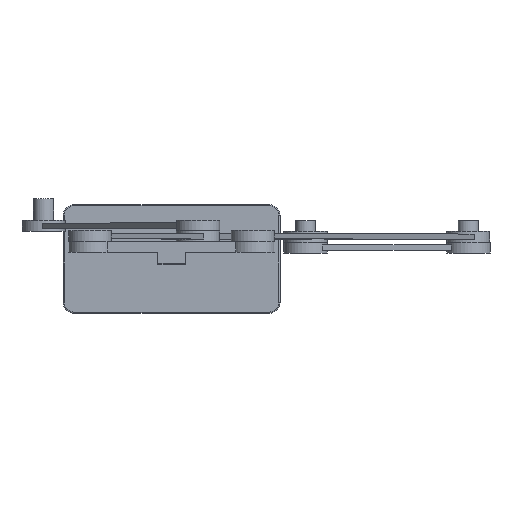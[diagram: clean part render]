
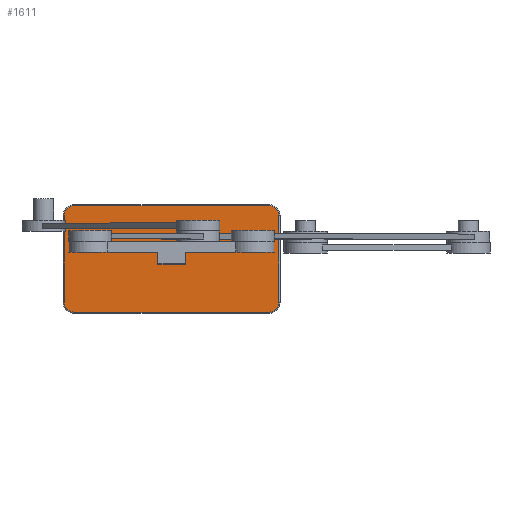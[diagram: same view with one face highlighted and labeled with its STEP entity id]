
A CAD part, top view. The second image highlights one B-rep face of the part: STEP entity #1611.
In plain terms, the highlighted face is planar.
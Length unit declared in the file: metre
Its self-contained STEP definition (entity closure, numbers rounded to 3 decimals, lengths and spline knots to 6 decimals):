
#50=LINE('',#2748,#138);
#53=LINE('',#2754,#141);
#55=LINE('',#2758,#143);
#57=LINE('',#2762,#145);
#73=LINE('',#2831,#161);
#74=LINE('',#2836,#162);
#75=LINE('',#2840,#163);
#76=LINE('',#2844,#164);
#138=VECTOR('',#2224,1.);
#141=VECTOR('',#2229,1.);
#143=VECTOR('',#2233,1.);
#145=VECTOR('',#2237,1.);
#161=VECTOR('',#2317,1.);
#162=VECTOR('',#2320,1.);
#163=VECTOR('',#2323,1.);
#164=VECTOR('',#2326,1.);
#510=ORIENTED_EDGE('',*,*,#769,.F.);
#511=ORIENTED_EDGE('',*,*,#771,.F.);
#512=ORIENTED_EDGE('',*,*,#773,.F.);
#513=ORIENTED_EDGE('',*,*,#766,.F.);
#514=ORIENTED_EDGE('',*,*,#807,.F.);
#515=ORIENTED_EDGE('',*,*,#808,.F.);
#516=ORIENTED_EDGE('',*,*,#809,.F.);
#517=ORIENTED_EDGE('',*,*,#810,.F.);
#518=ORIENTED_EDGE('',*,*,#811,.F.);
#519=ORIENTED_EDGE('',*,*,#812,.F.);
#520=ORIENTED_EDGE('',*,*,#813,.F.);
#521=ORIENTED_EDGE('',*,*,#814,.F.);
#766=EDGE_CURVE('',#948,#949,#50,.T.);
#769=EDGE_CURVE('',#950,#948,#53,.T.);
#771=EDGE_CURVE('',#951,#950,#55,.T.);
#773=EDGE_CURVE('',#949,#951,#57,.T.);
#807=EDGE_CURVE('',#973,#974,#73,.T.);
#808=EDGE_CURVE('',#975,#973,#1090,.T.);
#809=EDGE_CURVE('',#976,#975,#74,.T.);
#810=EDGE_CURVE('',#977,#976,#1091,.T.);
#811=EDGE_CURVE('',#978,#977,#75,.T.);
#812=EDGE_CURVE('',#979,#978,#1092,.T.);
#813=EDGE_CURVE('',#980,#979,#76,.T.);
#814=EDGE_CURVE('',#974,#980,#1093,.T.);
#948=VERTEX_POINT('',#2749);
#949=VERTEX_POINT('',#2750);
#950=VERTEX_POINT('',#2755);
#951=VERTEX_POINT('',#2759);
#973=VERTEX_POINT('',#2832);
#974=VERTEX_POINT('',#2833);
#975=VERTEX_POINT('',#2835);
#976=VERTEX_POINT('',#2837);
#977=VERTEX_POINT('',#2839);
#978=VERTEX_POINT('',#2841);
#979=VERTEX_POINT('',#2843);
#980=VERTEX_POINT('',#2845);
#1090=CIRCLE('',#1910,0.0018);
#1091=CIRCLE('',#1911,0.0018);
#1092=CIRCLE('',#1912,0.0018);
#1093=CIRCLE('',#1913,0.0018);
#1228=EDGE_LOOP('',(#510,#511,#512,#513));
#1229=EDGE_LOOP('',(#514,#515,#516,#517,#518,#519,#520,#521));
#1400=FACE_BOUND('',#1228,.T.);
#1401=FACE_BOUND('',#1229,.T.);
#1522=PLANE('',#1909);
#1611=ADVANCED_FACE('',(#1400,#1401),#1522,.T.);
#1909=AXIS2_PLACEMENT_3D('',#2830,#2315,#2316);
#1910=AXIS2_PLACEMENT_3D('',#2834,#2318,#2319);
#1911=AXIS2_PLACEMENT_3D('',#2838,#2321,#2322);
#1912=AXIS2_PLACEMENT_3D('',#2842,#2324,#2325);
#1913=AXIS2_PLACEMENT_3D('',#2846,#2327,#2328);
#2224=DIRECTION('',(1.,0.,0.));
#2229=DIRECTION('',(0.,0.,1.));
#2233=DIRECTION('',(-1.,0.,0.));
#2237=DIRECTION('',(0.,0.,-1.));
#2315=DIRECTION('',(0.,1.,0.));
#2316=DIRECTION('',(0.,0.,1.));
#2317=DIRECTION('',(0.,0.,-1.));
#2318=DIRECTION('',(0.,-1.,0.));
#2319=DIRECTION('',(-0.707,0.,0.707));
#2320=DIRECTION('',(-1.,0.,0.));
#2321=DIRECTION('',(0.,-1.,0.));
#2322=DIRECTION('',(0.707,0.,0.707));
#2323=DIRECTION('',(0.,0.,1.));
#2324=DIRECTION('',(0.,-1.,0.));
#2325=DIRECTION('',(0.707,0.,-0.707));
#2326=DIRECTION('',(1.,0.,0.));
#2327=DIRECTION('',(0.,-1.,0.));
#2328=DIRECTION('',(-0.707,0.,-0.707));
#2748=CARTESIAN_POINT('',(0.0125,-0.1405,0.003));
#2749=CARTESIAN_POINT('',(0.0125,-0.1405,0.003));
#2750=CARTESIAN_POINT('',(0.0175,-0.1405,0.003));
#2754=CARTESIAN_POINT('',(0.0125,-0.1405,0.001));
#2755=CARTESIAN_POINT('',(0.0125,-0.1405,0.001));
#2758=CARTESIAN_POINT('',(0.0175,-0.1405,0.001));
#2759=CARTESIAN_POINT('',(0.0175,-0.1405,0.001));
#2762=CARTESIAN_POINT('',(0.0175,-0.1405,0.003));
#2830=CARTESIAN_POINT('',(0.015,-0.1405,0.002));
#2831=CARTESIAN_POINT('',(-0.0048,-0.1405,0.01));
#2832=CARTESIAN_POINT('',(-0.0048,-0.1405,0.01));
#2833=CARTESIAN_POINT('',(-0.0048,-0.1405,-0.006));
#2834=CARTESIAN_POINT('',(-0.003,-0.1405,0.01));
#2835=CARTESIAN_POINT('',(-0.003,-0.1405,0.0118));
#2836=CARTESIAN_POINT('',(0.033,-0.1405,0.0118));
#2837=CARTESIAN_POINT('',(0.033,-0.1405,0.0118));
#2838=CARTESIAN_POINT('',(0.033,-0.1405,0.01));
#2839=CARTESIAN_POINT('',(0.0348,-0.1405,0.01));
#2840=CARTESIAN_POINT('',(0.0348,-0.1405,-0.006));
#2841=CARTESIAN_POINT('',(0.0348,-0.1405,-0.006));
#2842=CARTESIAN_POINT('',(0.033,-0.1405,-0.006));
#2843=CARTESIAN_POINT('',(0.033,-0.1405,-0.0078));
#2844=CARTESIAN_POINT('',(-0.003,-0.1405,-0.0078));
#2845=CARTESIAN_POINT('',(-0.003,-0.1405,-0.0078));
#2846=CARTESIAN_POINT('',(-0.003,-0.1405,-0.006));
